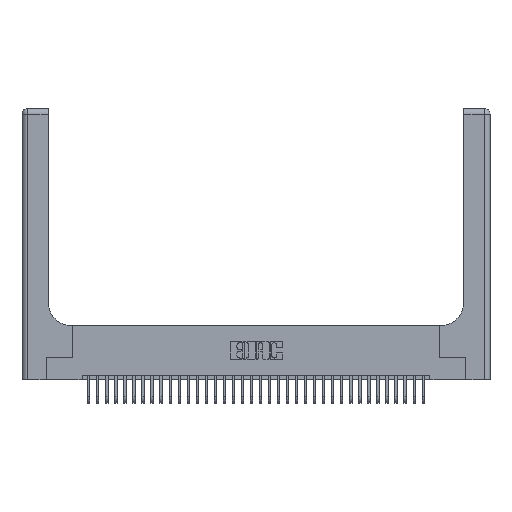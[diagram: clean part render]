
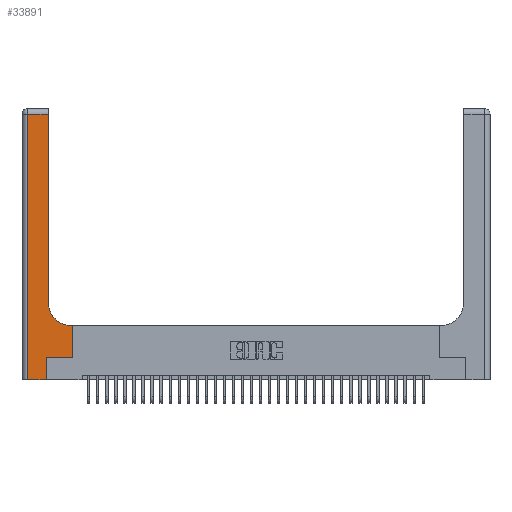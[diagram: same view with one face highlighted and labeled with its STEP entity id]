
A CAD part, top view. The second image highlights one B-rep face of the part: STEP entity #33891.
In plain terms, the highlighted planar face has unit normal (0, 0, 1).
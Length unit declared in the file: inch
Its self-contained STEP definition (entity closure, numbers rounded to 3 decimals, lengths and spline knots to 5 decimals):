
#106 = DIRECTION ( 'NONE',  ( 0., -1., 0. ) ) ;
#396 = EDGE_CURVE ( 'NONE', #33723, #14989, #1931, .T. ) ;
#526 = CARTESIAN_POINT ( 'NONE',  ( 0.5415, 0.6, 0.37 ) ) ;
#1931 = LINE ( 'NONE', #29862, #22290 ) ;
#3115 = EDGE_CURVE ( 'NONE', #33560, #12372, #5356, .T. ) ;
#3404 = ORIENTED_EDGE ( 'NONE', *, *, #8981, .T. ) ;
#3808 = EDGE_CURVE ( 'NONE', #6147, #19655, #33030, .T. ) ;
#4815 = CARTESIAN_POINT ( 'NONE',  ( 0.5585, 0.25, 0.37 ) ) ;
#5219 = LINE ( 'NONE', #31914, #18465 ) ;
#5356 = LINE ( 'NONE', #14234, #18589 ) ;
#5501 = AXIS2_PLACEMENT_3D ( 'NONE', #16204, #13678, #32147 ) ;
#6147 = VERTEX_POINT ( 'NONE', #33634 ) ;
#6382 = ORIENTED_EDGE ( 'NONE', *, *, #21501, .T. ) ;
#6550 = VECTOR ( 'NONE', #26021, 39.37008 ) ;
#7104 = VECTOR ( 'NONE', #29274, 39.37008 ) ;
#7331 = VECTOR ( 'NONE', #30723, 39.37008 ) ;
#7361 = ORIENTED_EDGE ( 'NONE', *, *, #9400, .T. ) ;
#7374 = EDGE_LOOP ( 'NONE', ( #27352, #16407, #8758, #27786, #3404, #8593, #7361, #15395, #6382 ) ) ;
#7515 = CARTESIAN_POINT ( 'NONE',  ( 0.269, 0., 0.37 ) ) ;
#8593 = ORIENTED_EDGE ( 'NONE', *, *, #3115, .T. ) ;
#8758 = ORIENTED_EDGE ( 'NONE', *, *, #33831, .T. ) ;
#8981 = EDGE_CURVE ( 'NONE', #19655, #33560, #26820, .T. ) ;
#9400 = EDGE_CURVE ( 'NONE', #12372, #31517, #13559, .T. ) ;
#9751 = FACE_OUTER_BOUND ( 'NONE', #7374, .T. ) ;
#12372 = VERTEX_POINT ( 'NONE', #4815 ) ;
#13188 = EDGE_CURVE ( 'NONE', #31517, #31996, #14182, .T. ) ;
#13559 = LINE ( 'NONE', #14906, #7331 ) ;
#13678 = DIRECTION ( 'NONE',  ( 0., 0., -1. ) ) ;
#13764 = CARTESIAN_POINT ( 'NONE',  ( 0.5415, 0.85, 0.37 ) ) ;
#14182 = LINE ( 'NONE', #21310, #7104 ) ;
#14234 = CARTESIAN_POINT ( 'NONE',  ( 0.269, 0.25, 0.37 ) ) ;
#14906 = CARTESIAN_POINT ( 'NONE',  ( 0.5585, 0.25, 0.37 ) ) ;
#14989 = VERTEX_POINT ( 'NONE', #21937 ) ;
#15395 = ORIENTED_EDGE ( 'NONE', *, *, #13188, .T. ) ;
#15458 = CARTESIAN_POINT ( 'NONE',  ( 0.269, 0.25, 0.37 ) ) ;
#16204 = CARTESIAN_POINT ( 'NONE',  ( 0., 3., 0.37 ) ) ;
#16406 = DIRECTION ( 'NONE',  ( 1., 0., 0. ) ) ;
#16407 = ORIENTED_EDGE ( 'NONE', *, *, #20243, .T. ) ;
#16690 = DIRECTION ( 'NONE',  ( 0., 1., 0. ) ) ;
#16705 = CARTESIAN_POINT ( 'NONE',  ( 0., 0., 0.37 ) ) ;
#16865 = DIRECTION ( 'NONE',  ( 1., 0., 0. ) ) ;
#18465 = VECTOR ( 'NONE', #106, 39.37008 ) ;
#18589 = VECTOR ( 'NONE', #16865, 39.37008 ) ;
#19356 = DIRECTION ( 'NONE',  ( 1., 0., 0. ) ) ;
#19655 = VERTEX_POINT ( 'NONE', #21728 ) ;
#19691 = VECTOR ( 'NONE', #24801, 39.37008 ) ;
#19848 = CARTESIAN_POINT ( 'NONE',  ( 0.5585, 0.6, 0.37 ) ) ;
#19916 = CIRCLE ( 'NONE', #23925, 0.25 ) ;
#20243 = EDGE_CURVE ( 'NONE', #14989, #27540, #32925, .T. ) ;
#21310 = CARTESIAN_POINT ( 'NONE',  ( 0.2915, 0.6, 0.37 ) ) ;
#21501 = EDGE_CURVE ( 'NONE', #31996, #33723, #19916, .T. ) ;
#21728 = CARTESIAN_POINT ( 'NONE',  ( 0.269, 0., 0.37 ) ) ;
#21937 = CARTESIAN_POINT ( 'NONE',  ( 0.2915, 2.94, 0.37 ) ) ;
#22290 = VECTOR ( 'NONE', #16690, 39.37008 ) ;
#23925 = AXIS2_PLACEMENT_3D ( 'NONE', #13764, #32234, #16406 ) ;
#24801 = DIRECTION ( 'NONE',  ( -1., 0., 0. ) ) ;
#25164 = VECTOR ( 'NONE', #19356, 39.37008 ) ;
#26021 = DIRECTION ( 'NONE',  ( 0., 1., 0. ) ) ;
#26274 = CARTESIAN_POINT ( 'NONE',  ( 0.2915, 0.85, 0.37 ) ) ;
#26820 = LINE ( 'NONE', #7515, #6550 ) ;
#27352 = ORIENTED_EDGE ( 'NONE', *, *, #396, .T. ) ;
#27540 = VERTEX_POINT ( 'NONE', #32451 ) ;
#27786 = ORIENTED_EDGE ( 'NONE', *, *, #3808, .T. ) ;
#29274 = DIRECTION ( 'NONE',  ( -1., 0., 0. ) ) ;
#29494 = PLANE ( 'NONE',  #5501 ) ;
#29862 = CARTESIAN_POINT ( 'NONE',  ( 0.2915, 3., 0.37 ) ) ;
#30003 = CARTESIAN_POINT ( 'NONE',  ( 0., 2.94, 0.37 ) ) ;
#30723 = DIRECTION ( 'NONE',  ( 0., 1., 0. ) ) ;
#31517 = VERTEX_POINT ( 'NONE', #19848 ) ;
#31914 = CARTESIAN_POINT ( 'NONE',  ( 0.06, 3., 0.37 ) ) ;
#31996 = VERTEX_POINT ( 'NONE', #526 ) ;
#32147 = DIRECTION ( 'NONE',  ( -1., 0., 0. ) ) ;
#32234 = DIRECTION ( 'NONE',  ( 0., 0., -1. ) ) ;
#32451 = CARTESIAN_POINT ( 'NONE',  ( 0.06, 2.94, 0.37 ) ) ;
#32925 = LINE ( 'NONE', #30003, #19691 ) ;
#33030 = LINE ( 'NONE', #16705, #25164 ) ;
#33560 = VERTEX_POINT ( 'NONE', #15458 ) ;
#33634 = CARTESIAN_POINT ( 'NONE',  ( 0.06, 0., 0.37 ) ) ;
#33723 = VERTEX_POINT ( 'NONE', #26274 ) ;
#33831 = EDGE_CURVE ( 'NONE', #27540, #6147, #5219, .T. ) ;
#33891 = ADVANCED_FACE ( 'NONE', ( #9751 ), #29494, .F. ) ;
